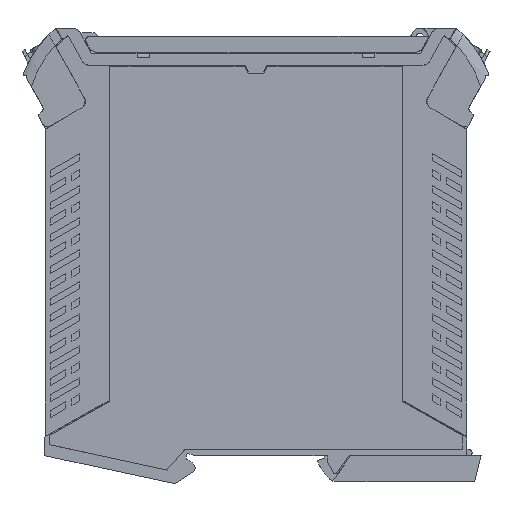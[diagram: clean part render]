
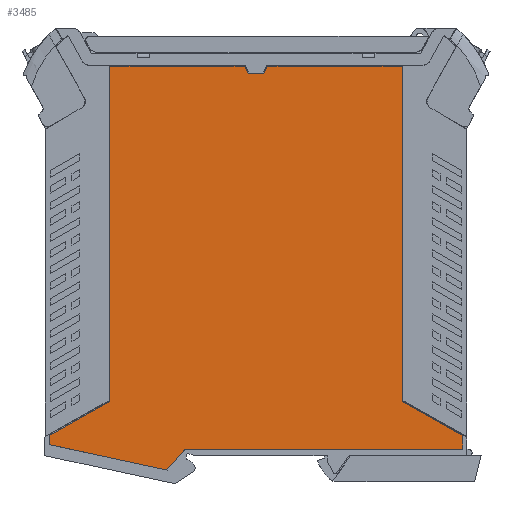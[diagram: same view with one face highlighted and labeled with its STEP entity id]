
A CAD part, left-side view. The second image highlights one B-rep face of the part: STEP entity #3485.
In plain terms, the highlighted planar face has unit normal (-1, 0, 0).
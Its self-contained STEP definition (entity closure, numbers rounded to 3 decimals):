
#3463=AXIS2_PLACEMENT_3D('Plane Axis2P3D',#3460,#3461,#3462) ;
#2418=CARTESIAN_POINT('Vertex',(0.,61.436,104.519)) ;
#2421=CARTESIAN_POINT('Line Origine',(0.,60.993,103.569)) ;
#2425=CARTESIAN_POINT('Vertex',(0.,60.55,102.619)) ;
#2441=CARTESIAN_POINT('Line Origine',(0.,63.186,104.519)) ;
#2445=CARTESIAN_POINT('Vertex',(0.,64.936,104.519)) ;
#2452=CARTESIAN_POINT('Vertex',(0.,95.205,104.519)) ;
#2455=CARTESIAN_POINT('Line Origine',(0.,80.07,104.519)) ;
#2473=CARTESIAN_POINT('Vertex',(0.,95.205,20.566)) ;
#2476=CARTESIAN_POINT('Line Origine',(0.,95.205,62.543)) ;
#2493=CARTESIAN_POINT('Vertex',(0.,110.437,12.036)) ;
#2496=CARTESIAN_POINT('Line Origine',(0.,102.821,16.301)) ;
#2513=CARTESIAN_POINT('Vertex',(0.,110.437,9.767)) ;
#2516=CARTESIAN_POINT('Line Origine',(0.,110.437,10.901)) ;
#2533=CARTESIAN_POINT('Vertex',(0.,80.884,3.408)) ;
#2536=CARTESIAN_POINT('Line Origine',(0.,95.661,6.588)) ;
#2557=CARTESIAN_POINT('Vertex',(0.,76.81,8.072)) ;
#2560=CARTESIAN_POINT('Line Origine',(0.,78.847,5.74)) ;
#2585=CARTESIAN_POINT('Vertex',(0.,76.805,8.078)) ;
#2589=CARTESIAN_POINT('Control Point',(0.,76.81,8.072)) ;
#2590=CARTESIAN_POINT('Control Point',(0.,76.808,8.074)) ;
#2591=CARTESIAN_POINT('Control Point',(0.,76.807,8.076)) ;
#2592=CARTESIAN_POINT('Control Point',(0.,76.805,8.078)) ;
#2614=CARTESIAN_POINT('Vertex',(0.,76.332,8.619)) ;
#2618=CARTESIAN_POINT('Control Point',(0.,76.805,8.078)) ;
#2619=CARTESIAN_POINT('Control Point',(0.,76.647,8.258)) ;
#2620=CARTESIAN_POINT('Control Point',(0.,76.49,8.439)) ;
#2621=CARTESIAN_POINT('Control Point',(0.,76.332,8.619)) ;
#2635=CARTESIAN_POINT('Vertex',(0.,6.773,8.619)) ;
#2638=CARTESIAN_POINT('Line Origine',(0.,41.552,8.619)) ;
#2655=CARTESIAN_POINT('Vertex',(0.,6.773,12.036)) ;
#2658=CARTESIAN_POINT('Line Origine',(0.,6.773,10.328)) ;
#2675=CARTESIAN_POINT('Vertex',(0.,22.005,20.566)) ;
#2678=CARTESIAN_POINT('Line Origine',(0.,14.389,16.301)) ;
#2695=CARTESIAN_POINT('Vertex',(0.,22.005,104.519)) ;
#2698=CARTESIAN_POINT('Line Origine',(0.,22.005,62.543)) ;
#2715=CARTESIAN_POINT('Vertex',(0.,55.774,104.519)) ;
#2718=CARTESIAN_POINT('Line Origine',(0.,54.024,104.519)) ;
#2722=CARTESIAN_POINT('Vertex',(0.,52.274,104.519)) ;
#2725=CARTESIAN_POINT('Line Origine',(0.,37.14,104.519)) ;
#2748=CARTESIAN_POINT('Vertex',(0.,56.66,102.619)) ;
#2751=CARTESIAN_POINT('Line Origine',(0.,56.217,103.569)) ;
#2764=CARTESIAN_POINT('Line Origine',(0.,58.605,102.619)) ;
#3460=CARTESIAN_POINT('Axis2P3D Location',(0.,58.605,7.019)) ;
#2422=DIRECTION('Vector Direction',(0.,0.423,0.906)) ;
#2442=DIRECTION('Vector Direction',(0.,1.,0.)) ;
#2456=DIRECTION('Vector Direction',(0.,1.,0.)) ;
#2477=DIRECTION('Vector Direction',(0.,0.,-1.)) ;
#2497=DIRECTION('Vector Direction',(0.,0.872,-0.489)) ;
#2517=DIRECTION('Vector Direction',(0.,0.,-1.)) ;
#2537=DIRECTION('Vector Direction',(0.,-0.978,-0.21)) ;
#2561=DIRECTION('Vector Direction',(0.,-0.658,0.753)) ;
#2639=DIRECTION('Vector Direction',(0.,1.,0.)) ;
#2659=DIRECTION('Vector Direction',(0.,0.,1.)) ;
#2679=DIRECTION('Vector Direction',(0.,0.872,0.489)) ;
#2699=DIRECTION('Vector Direction',(0.,0.,1.)) ;
#2719=DIRECTION('Vector Direction',(0.,1.,0.)) ;
#2726=DIRECTION('Vector Direction',(0.,1.,0.)) ;
#2752=DIRECTION('Vector Direction',(0.,-0.423,0.906)) ;
#2765=DIRECTION('Vector Direction',(0.,1.,0.)) ;
#3461=DIRECTION('Axis2P3D Direction',(-1.,0.,0.)) ;
#3462=DIRECTION('Axis2P3D XDirection',(0.,1.,0.)) ;
#2423=VECTOR('Line Direction',#2422,1.) ;
#2443=VECTOR('Line Direction',#2442,1.) ;
#2457=VECTOR('Line Direction',#2456,1.) ;
#2478=VECTOR('Line Direction',#2477,1.) ;
#2498=VECTOR('Line Direction',#2497,1.) ;
#2518=VECTOR('Line Direction',#2517,1.) ;
#2538=VECTOR('Line Direction',#2537,1.) ;
#2562=VECTOR('Line Direction',#2561,1.) ;
#2640=VECTOR('Line Direction',#2639,1.) ;
#2660=VECTOR('Line Direction',#2659,1.) ;
#2680=VECTOR('Line Direction',#2679,1.) ;
#2700=VECTOR('Line Direction',#2699,1.) ;
#2720=VECTOR('Line Direction',#2719,1.) ;
#2727=VECTOR('Line Direction',#2726,1.) ;
#2753=VECTOR('Line Direction',#2752,1.) ;
#2766=VECTOR('Line Direction',#2765,1.) ;
#3466=ORIENTED_EDGE('',*,*,#2768,.T.) ;
#3467=ORIENTED_EDGE('',*,*,#2427,.T.) ;
#3468=ORIENTED_EDGE('',*,*,#2447,.T.) ;
#3469=ORIENTED_EDGE('',*,*,#2459,.T.) ;
#3470=ORIENTED_EDGE('',*,*,#2480,.T.) ;
#3471=ORIENTED_EDGE('',*,*,#2500,.T.) ;
#3472=ORIENTED_EDGE('',*,*,#2520,.T.) ;
#3473=ORIENTED_EDGE('',*,*,#2540,.T.) ;
#3474=ORIENTED_EDGE('',*,*,#2564,.T.) ;
#3475=ORIENTED_EDGE('',*,*,#2593,.T.) ;
#3476=ORIENTED_EDGE('',*,*,#2622,.T.) ;
#3477=ORIENTED_EDGE('',*,*,#2642,.T.) ;
#3478=ORIENTED_EDGE('',*,*,#2662,.T.) ;
#3479=ORIENTED_EDGE('',*,*,#2682,.T.) ;
#3480=ORIENTED_EDGE('',*,*,#2702,.T.) ;
#3481=ORIENTED_EDGE('',*,*,#2729,.T.) ;
#3482=ORIENTED_EDGE('',*,*,#2724,.T.) ;
#3483=ORIENTED_EDGE('',*,*,#2755,.T.) ;
#3485=ADVANCED_FACE('CH20M22_B_BK_OR_BASE',(#3484),#3464,.T.) ;
#2588=B_SPLINE_CURVE_WITH_KNOTS('',3,(#2589,#2590,#2591,#2592),.UNSPECIFIED.,.F.,.U.,(4,4),(183.357,183.365),.UNSPECIFIED.) ;
#2617=B_SPLINE_CURVE_WITH_KNOTS('',3,(#2618,#2619,#2620,#2621),.UNSPECIFIED.,.F.,.U.,(4,4),(183.365,184.084),.UNSPECIFIED.) ;
#2427=EDGE_CURVE('',#2426,#2419,#2424,.T.) ;
#2447=EDGE_CURVE('',#2419,#2446,#2444,.T.) ;
#2459=EDGE_CURVE('',#2446,#2453,#2458,.T.) ;
#2480=EDGE_CURVE('',#2453,#2474,#2479,.T.) ;
#2500=EDGE_CURVE('',#2474,#2494,#2499,.T.) ;
#2520=EDGE_CURVE('',#2494,#2514,#2519,.T.) ;
#2540=EDGE_CURVE('',#2514,#2534,#2539,.T.) ;
#2564=EDGE_CURVE('',#2534,#2558,#2563,.T.) ;
#2593=EDGE_CURVE('',#2558,#2586,#2588,.T.) ;
#2622=EDGE_CURVE('',#2586,#2615,#2617,.T.) ;
#2642=EDGE_CURVE('',#2615,#2636,#2641,.F.) ;
#2662=EDGE_CURVE('',#2636,#2656,#2661,.T.) ;
#2682=EDGE_CURVE('',#2656,#2676,#2681,.T.) ;
#2702=EDGE_CURVE('',#2676,#2696,#2701,.T.) ;
#2724=EDGE_CURVE('',#2723,#2716,#2721,.T.) ;
#2729=EDGE_CURVE('',#2696,#2723,#2728,.T.) ;
#2755=EDGE_CURVE('',#2716,#2749,#2754,.F.) ;
#2768=EDGE_CURVE('',#2749,#2426,#2767,.T.) ;
#3465=EDGE_LOOP('',(#3466,#3467,#3468,#3469,#3470,#3471,#3472,#3473,#3474,#3475,#3476,#3477,#3478,#3479,#3480,#3481,#3482,#3483)) ;
#3484=FACE_OUTER_BOUND('',#3465,.T.) ;
#2424=LINE('Line',#2421,#2423) ;
#2444=LINE('Line',#2441,#2443) ;
#2458=LINE('Line',#2455,#2457) ;
#2479=LINE('Line',#2476,#2478) ;
#2499=LINE('Line',#2496,#2498) ;
#2519=LINE('Line',#2516,#2518) ;
#2539=LINE('Line',#2536,#2538) ;
#2563=LINE('Line',#2560,#2562) ;
#2641=LINE('Line',#2638,#2640) ;
#2661=LINE('Line',#2658,#2660) ;
#2681=LINE('Line',#2678,#2680) ;
#2701=LINE('Line',#2698,#2700) ;
#2721=LINE('Line',#2718,#2720) ;
#2728=LINE('Line',#2725,#2727) ;
#2754=LINE('Line',#2751,#2753) ;
#2767=LINE('Line',#2764,#2766) ;
#3464=PLANE('',#3463) ;
#2419=VERTEX_POINT('',#2418) ;
#2426=VERTEX_POINT('',#2425) ;
#2446=VERTEX_POINT('',#2445) ;
#2453=VERTEX_POINT('',#2452) ;
#2474=VERTEX_POINT('',#2473) ;
#2494=VERTEX_POINT('',#2493) ;
#2514=VERTEX_POINT('',#2513) ;
#2534=VERTEX_POINT('',#2533) ;
#2558=VERTEX_POINT('',#2557) ;
#2586=VERTEX_POINT('',#2585) ;
#2615=VERTEX_POINT('',#2614) ;
#2636=VERTEX_POINT('',#2635) ;
#2656=VERTEX_POINT('',#2655) ;
#2676=VERTEX_POINT('',#2675) ;
#2696=VERTEX_POINT('',#2695) ;
#2716=VERTEX_POINT('',#2715) ;
#2723=VERTEX_POINT('',#2722) ;
#2749=VERTEX_POINT('',#2748) ;
